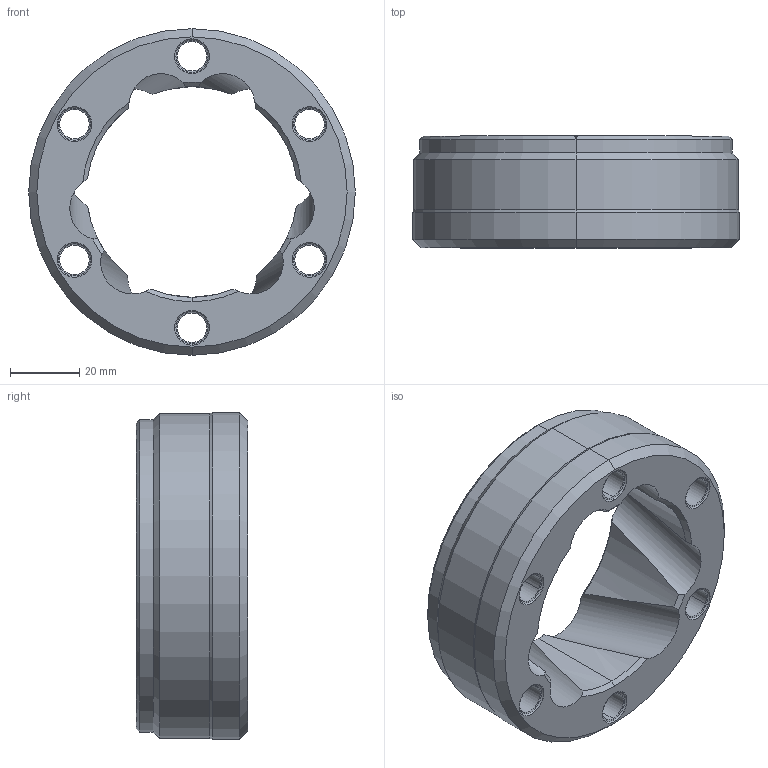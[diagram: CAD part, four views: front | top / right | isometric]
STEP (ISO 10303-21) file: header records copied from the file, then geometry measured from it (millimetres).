
FILE_DESCRIPTION (( 'STEP AP214' ), '1' );
FILE_NAME ('Rzeppa Housing.STEP', '2021-03-12T19:00:21', ( '' ), ( '' ), 'SwSTEP 2.0', 'SolidWorks 2020', '' );
FILE_SCHEMA (( 'AUTOMOTIVE_DESIGN' ));
Length unit declared in the file: millimetre
Products named in the file (1): Rzeppa Housing
Bounding box: 94.31 x 32.24 x 94.31 mm (x, y, z)
Volume: 101733.4 mm3; surface area: 27304.7 mm2
Topology: 1 solids, 1 shells, 103 faces, 268 edges, 161 vertices
Faces by surface type: cone 46, cylinder 43, torus 12, plane 2
Entity records: 3299 total; most frequent: CARTESIAN_POINT 735, DIRECTION 563, ORIENTED_EDGE 536, EDGE_CURVE 268, AXIS2_PLACEMENT_3D 249, VERTEX_POINT 161, CIRCLE 145, EDGE_LOOP 111
